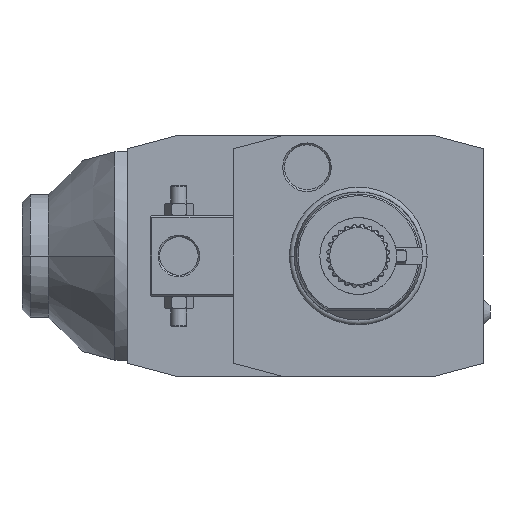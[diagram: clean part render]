
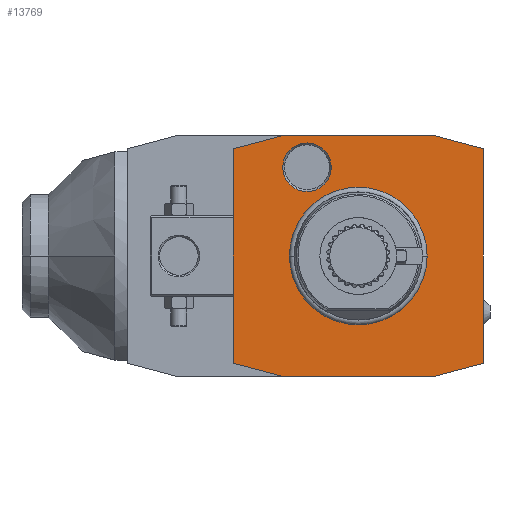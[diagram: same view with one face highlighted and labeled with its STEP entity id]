
A CAD part, front view. The second image highlights one B-rep face of the part: STEP entity #13769.
In plain terms, the highlighted planar face has unit normal (0, -1, 0).
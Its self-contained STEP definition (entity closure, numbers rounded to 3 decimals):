
#1=DIRECTION('',(0.966,0.,0.259));
#2=VECTOR('',#1,15.529);
#3=CARTESIAN_POINT('',(24.,0.,-37.5));
#4=LINE('',#3,#2);
#5=DIRECTION('',(1.,0.,0.));
#6=VECTOR('',#5,48.);
#7=CARTESIAN_POINT('',(-24.,0.,-37.5));
#8=LINE('',#7,#6);
#9=DIRECTION('',(0.966,0.,-0.259));
#10=VECTOR('',#9,15.529);
#11=CARTESIAN_POINT('',(-39.,0.,-33.481));
#12=LINE('',#11,#10);
#13=DIRECTION('',(0.,0.,-1.));
#14=VECTOR('',#13,66.962);
#15=CARTESIAN_POINT('',(-39.,0.,33.481));
#16=LINE('',#15,#14);
#17=DIRECTION('',(-0.966,0.,-0.259));
#18=VECTOR('',#17,15.529);
#19=CARTESIAN_POINT('',(-24.,0.,37.5));
#20=LINE('',#19,#18);
#21=DIRECTION('',(-1.,0.,0.));
#22=VECTOR('',#21,48.);
#23=CARTESIAN_POINT('',(24.,0.,37.5));
#24=LINE('',#23,#22);
#25=DIRECTION('',(-0.966,0.,0.259));
#26=VECTOR('',#25,15.529);
#27=CARTESIAN_POINT('',(39.,0.,33.481));
#28=LINE('',#27,#26);
#29=DIRECTION('',(0.,0.,1.));
#30=VECTOR('',#29,66.962);
#31=CARTESIAN_POINT('',(39.,0.,-33.481));
#32=LINE('',#31,#30);
#33=CARTESIAN_POINT('',(-16.,0.,27.713));
#34=DIRECTION('',(0.,1.,0.));
#35=DIRECTION('',(-1.,0.,0.));
#36=AXIS2_PLACEMENT_3D('',#33,#34,#35);
#38=CARTESIAN_POINT('',(-16.,0.,27.713));
#39=DIRECTION('',(0.,1.,0.));
#40=DIRECTION('',(1.,0.,0.));
#41=AXIS2_PLACEMENT_3D('',#38,#39,#40);
#7562=CARTESIAN_POINT('',(0.,0.,0.));
#7563=DIRECTION('',(0.,-1.,0.));
#7564=DIRECTION('',(1.,0.,0.));
#7565=AXIS2_PLACEMENT_3D('',#7562,#7563,#7564);
#7567=CARTESIAN_POINT('',(0.,0.,0.));
#7568=DIRECTION('',(0.,-1.,0.));
#7569=DIRECTION('',(-1.,0.,0.));
#7570=AXIS2_PLACEMENT_3D('',#7567,#7568,#7569);
#12357=CARTESIAN_POINT('',(-23.577,0.,
27.713));
#12358=CARTESIAN_POINT('',(-8.423,0.,
27.713));
#12359=VERTEX_POINT('',#12357);
#12360=VERTEX_POINT('',#12358);
#13320=CARTESIAN_POINT('',(24.,0.,-37.5));
#13321=CARTESIAN_POINT('',(39.,0.,-33.481));
#13322=VERTEX_POINT('',#13320);
#13323=VERTEX_POINT('',#13321);
#13324=CARTESIAN_POINT('',(39.,0.,33.481));
#13325=VERTEX_POINT('',#13324);
#13326=CARTESIAN_POINT('',(24.,0.,37.5));
#13327=VERTEX_POINT('',#13326);
#13328=CARTESIAN_POINT('',(-24.,0.,37.5));
#13329=VERTEX_POINT('',#13328);
#13330=CARTESIAN_POINT('',(-39.,0.,33.481));
#13331=VERTEX_POINT('',#13330);
#13332=CARTESIAN_POINT('',(-39.,0.,-33.481));
#13333=VERTEX_POINT('',#13332);
#13334=CARTESIAN_POINT('',(-24.,0.,-37.5));
#13335=VERTEX_POINT('',#13334);
#13540=CARTESIAN_POINT('',(21.137,0.,0.));
#13541=CARTESIAN_POINT('',(-21.137,0.,0.));
#13542=VERTEX_POINT('',#13540);
#13543=VERTEX_POINT('',#13541);
#13734=CARTESIAN_POINT('',(0.,0.,0.));
#13735=DIRECTION('',(0.,-1.,0.));
#13736=DIRECTION('',(-1.,0.,0.));
#13737=AXIS2_PLACEMENT_3D('',#13734,#13735,#13736);
#13738=PLANE('',#13737);
#13740=ORIENTED_EDGE('',*,*,#13739,.F.);
#13742=ORIENTED_EDGE('',*,*,#13741,.F.);
#13744=ORIENTED_EDGE('',*,*,#13743,.F.);
#13746=ORIENTED_EDGE('',*,*,#13745,.F.);
#13748=ORIENTED_EDGE('',*,*,#13747,.F.);
#13750=ORIENTED_EDGE('',*,*,#13749,.F.);
#13752=ORIENTED_EDGE('',*,*,#13751,.F.);
#13754=ORIENTED_EDGE('',*,*,#13753,.F.);
#13755=EDGE_LOOP('',(#13740,#13742,#13744,#13746,#13748,#13750,#13752,#13754));
#13756=FACE_OUTER_BOUND('',#13755,.F.);
#13758=ORIENTED_EDGE('',*,*,#13757,.T.);
#13760=ORIENTED_EDGE('',*,*,#13759,.T.);
#13761=EDGE_LOOP('',(#13758,#13760));
#13762=FACE_BOUND('',#13761,.F.);
#13764=ORIENTED_EDGE('',*,*,#13763,.F.);
#13766=ORIENTED_EDGE('',*,*,#13765,.F.);
#13767=EDGE_LOOP('',(#13764,#13766));
#13768=FACE_BOUND('',#13767,.F.);
#37=CIRCLE('',#36,7.577);
#42=CIRCLE('',#41,7.577);
#7566=CIRCLE('',#7565,21.137);
#7571=CIRCLE('',#7570,21.137);
#13739=EDGE_CURVE('',#13322,#13323,#4,.T.);
#13741=EDGE_CURVE('',#13335,#13322,#8,.T.);
#13743=EDGE_CURVE('',#13333,#13335,#12,.T.);
#13745=EDGE_CURVE('',#13331,#13333,#16,.T.);
#13747=EDGE_CURVE('',#13329,#13331,#20,.T.);
#13749=EDGE_CURVE('',#13327,#13329,#24,.T.);
#13751=EDGE_CURVE('',#13325,#13327,#28,.T.);
#13753=EDGE_CURVE('',#13323,#13325,#32,.T.);
#13757=EDGE_CURVE('',#13542,#13543,#7566,.T.);
#13759=EDGE_CURVE('',#13543,#13542,#7571,.T.);
#13763=EDGE_CURVE('',#12359,#12360,#37,.T.);
#13765=EDGE_CURVE('',#12360,#12359,#42,.T.);
#13769=ADVANCED_FACE('',(#13756,#13762,#13768),#13738,.T.);
